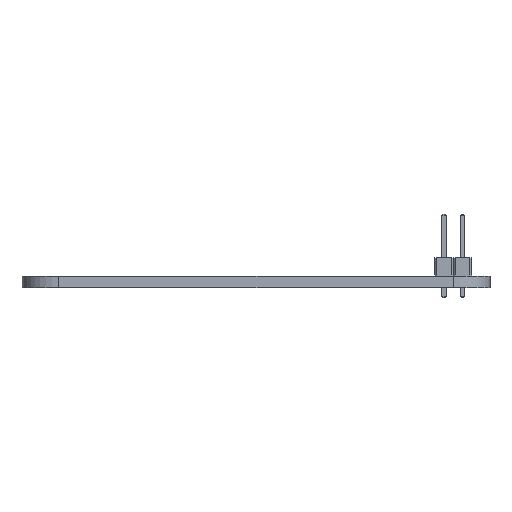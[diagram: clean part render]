
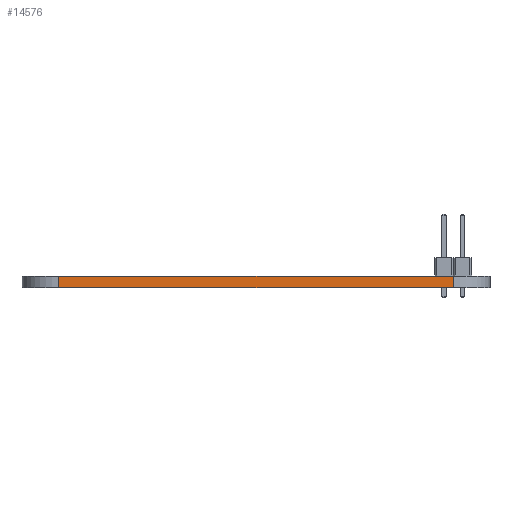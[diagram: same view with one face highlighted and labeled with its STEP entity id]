
A CAD part, front view. The second image highlights one B-rep face of the part: STEP entity #14576.
In plain terms, the highlighted planar face has unit normal (0, -1, 0).
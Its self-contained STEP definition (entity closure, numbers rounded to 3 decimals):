
#9796 = PLANE('',#9797);
#9797 = AXIS2_PLACEMENT_3D('',#9798,#9799,#9800);
#9798 = CARTESIAN_POINT('',(137.795,-95.25,1.6));
#9799 = DIRECTION('',(0.,0.,1.));
#9800 = DIRECTION('',(1.,0.,0.));
#9824 = CYLINDRICAL_SURFACE('',#9825,5.08);
#9825 = AXIS2_PLACEMENT_3D('',#9826,#9827,#9828);
#9826 = CARTESIAN_POINT('',(110.49,-120.65,0.));
#9827 = DIRECTION('',(0.,0.,-1.));
#9828 = DIRECTION('',(1.,0.,0.));
#9850 = PLANE('',#9851);
#9851 = AXIS2_PLACEMENT_3D('',#9852,#9853,#9854);
#9852 = CARTESIAN_POINT('',(137.795,-95.25,0.));
#9853 = DIRECTION('',(0.,0.,1.));
#9854 = DIRECTION('',(1.,0.,0.));
#9945 = VERTEX_POINT('',#9946);
#9946 = CARTESIAN_POINT('',(110.49,-125.73,1.6));
#9968 = EDGE_CURVE('',#9969,#9945,#9971,.T.);
#9969 = VERTEX_POINT('',#9970);
#9970 = CARTESIAN_POINT('',(110.49,-125.73,0.));
#9971 = SURFACE_CURVE('',#9972,(#9976,#9983),.PCURVE_S1.);
#9972 = LINE('',#9973,#9974);
#9973 = CARTESIAN_POINT('',(110.49,-125.73,0.));
#9974 = VECTOR('',#9975,1.);
#9975 = DIRECTION('',(0.,0.,1.));
#9976 = PCURVE('',#9824,#9977);
#9977 = DEFINITIONAL_REPRESENTATION('',(#9978),#9982);
#9978 = LINE('',#9979,#9980);
#9979 = CARTESIAN_POINT('',(-4.712,0.));
#9980 = VECTOR('',#9981,1.);
#9981 = DIRECTION('',(0.,-1.));
#9982 = ( GEOMETRIC_REPRESENTATION_CONTEXT(2) 
PARAMETRIC_REPRESENTATION_CONTEXT() REPRESENTATION_CONTEXT('2D SPACE',''
  ) );
#9983 = PCURVE('',#9984,#9989);
#9984 = PLANE('',#9985);
#9985 = AXIS2_PLACEMENT_3D('',#9986,#9987,#9988);
#9986 = CARTESIAN_POINT('',(110.49,-125.73,0.));
#9987 = DIRECTION('',(0.,1.,0.));
#9988 = DIRECTION('',(1.,0.,0.));
#9989 = DEFINITIONAL_REPRESENTATION('',(#9990),#9994);
#9990 = LINE('',#9991,#9992);
#9991 = CARTESIAN_POINT('',(0.,0.));
#9992 = VECTOR('',#9993,1.);
#9993 = DIRECTION('',(0.,-1.));
#9994 = ( GEOMETRIC_REPRESENTATION_CONTEXT(2) 
PARAMETRIC_REPRESENTATION_CONTEXT() REPRESENTATION_CONTEXT('2D SPACE',''
  ) );
#10023 = EDGE_CURVE('',#9969,#10024,#10026,.T.);
#10024 = VERTEX_POINT('',#10025);
#10025 = CARTESIAN_POINT('',(165.1,-125.73,0.));
#10026 = SURFACE_CURVE('',#10027,(#10031,#10038),.PCURVE_S1.);
#10027 = LINE('',#10028,#10029);
#10028 = CARTESIAN_POINT('',(110.49,-125.73,0.));
#10029 = VECTOR('',#10030,1.);
#10030 = DIRECTION('',(1.,0.,0.));
#10031 = PCURVE('',#9850,#10032);
#10032 = DEFINITIONAL_REPRESENTATION('',(#10033),#10037);
#10033 = LINE('',#10034,#10035);
#10034 = CARTESIAN_POINT('',(-27.305,-30.48));
#10035 = VECTOR('',#10036,1.);
#10036 = DIRECTION('',(1.,0.));
#10037 = ( GEOMETRIC_REPRESENTATION_CONTEXT(2) 
PARAMETRIC_REPRESENTATION_CONTEXT() REPRESENTATION_CONTEXT('2D SPACE',''
  ) );
#10038 = PCURVE('',#9984,#10039);
#10039 = DEFINITIONAL_REPRESENTATION('',(#10040),#10044);
#10040 = LINE('',#10041,#10042);
#10041 = CARTESIAN_POINT('',(0.,0.));
#10042 = VECTOR('',#10043,1.);
#10043 = DIRECTION('',(1.,0.));
#10044 = ( GEOMETRIC_REPRESENTATION_CONTEXT(2) 
PARAMETRIC_REPRESENTATION_CONTEXT() REPRESENTATION_CONTEXT('2D SPACE',''
  ) );
#10063 = CYLINDRICAL_SURFACE('',#10064,5.08);
#10064 = AXIS2_PLACEMENT_3D('',#10065,#10066,#10067);
#10065 = CARTESIAN_POINT('',(165.1,-120.65,0.));
#10066 = DIRECTION('',(0.,0.,-1.));
#10067 = DIRECTION('',(1.,0.,0.));
#12484 = EDGE_CURVE('',#9945,#12485,#12487,.T.);
#12485 = VERTEX_POINT('',#12486);
#12486 = CARTESIAN_POINT('',(165.1,-125.73,1.6));
#12487 = SURFACE_CURVE('',#12488,(#12492,#12499),.PCURVE_S1.);
#12488 = LINE('',#12489,#12490);
#12489 = CARTESIAN_POINT('',(110.49,-125.73,1.6));
#12490 = VECTOR('',#12491,1.);
#12491 = DIRECTION('',(1.,0.,0.));
#12492 = PCURVE('',#9796,#12493);
#12493 = DEFINITIONAL_REPRESENTATION('',(#12494),#12498);
#12494 = LINE('',#12495,#12496);
#12495 = CARTESIAN_POINT('',(-27.305,-30.48));
#12496 = VECTOR('',#12497,1.);
#12497 = DIRECTION('',(1.,0.));
#12498 = ( GEOMETRIC_REPRESENTATION_CONTEXT(2) 
PARAMETRIC_REPRESENTATION_CONTEXT() REPRESENTATION_CONTEXT('2D SPACE',''
  ) );
#12499 = PCURVE('',#9984,#12500);
#12500 = DEFINITIONAL_REPRESENTATION('',(#12501),#12505);
#12501 = LINE('',#12502,#12503);
#12502 = CARTESIAN_POINT('',(0.,-1.6));
#12503 = VECTOR('',#12504,1.);
#12504 = DIRECTION('',(1.,0.));
#12505 = ( GEOMETRIC_REPRESENTATION_CONTEXT(2) 
PARAMETRIC_REPRESENTATION_CONTEXT() REPRESENTATION_CONTEXT('2D SPACE',''
  ) );
#14576 = ADVANCED_FACE('',(#14577),#9984,.F.);
#14577 = FACE_BOUND('',#14578,.F.);
#14578 = EDGE_LOOP('',(#14579,#14580,#14581,#14602));
#14579 = ORIENTED_EDGE('',*,*,#9968,.T.);
#14580 = ORIENTED_EDGE('',*,*,#12484,.T.);
#14581 = ORIENTED_EDGE('',*,*,#14582,.F.);
#14582 = EDGE_CURVE('',#10024,#12485,#14583,.T.);
#14583 = SURFACE_CURVE('',#14584,(#14588,#14595),.PCURVE_S1.);
#14584 = LINE('',#14585,#14586);
#14585 = CARTESIAN_POINT('',(165.1,-125.73,0.));
#14586 = VECTOR('',#14587,1.);
#14587 = DIRECTION('',(0.,0.,1.));
#14588 = PCURVE('',#9984,#14589);
#14589 = DEFINITIONAL_REPRESENTATION('',(#14590),#14594);
#14590 = LINE('',#14591,#14592);
#14591 = CARTESIAN_POINT('',(54.61,0.));
#14592 = VECTOR('',#14593,1.);
#14593 = DIRECTION('',(0.,-1.));
#14594 = ( GEOMETRIC_REPRESENTATION_CONTEXT(2) 
PARAMETRIC_REPRESENTATION_CONTEXT() REPRESENTATION_CONTEXT('2D SPACE',''
  ) );
#14595 = PCURVE('',#10063,#14596);
#14596 = DEFINITIONAL_REPRESENTATION('',(#14597),#14601);
#14597 = LINE('',#14598,#14599);
#14598 = CARTESIAN_POINT('',(-4.712,0.));
#14599 = VECTOR('',#14600,1.);
#14600 = DIRECTION('',(0.,-1.));
#14601 = ( GEOMETRIC_REPRESENTATION_CONTEXT(2) 
PARAMETRIC_REPRESENTATION_CONTEXT() REPRESENTATION_CONTEXT('2D SPACE',''
  ) );
#14602 = ORIENTED_EDGE('',*,*,#10023,.F.);
